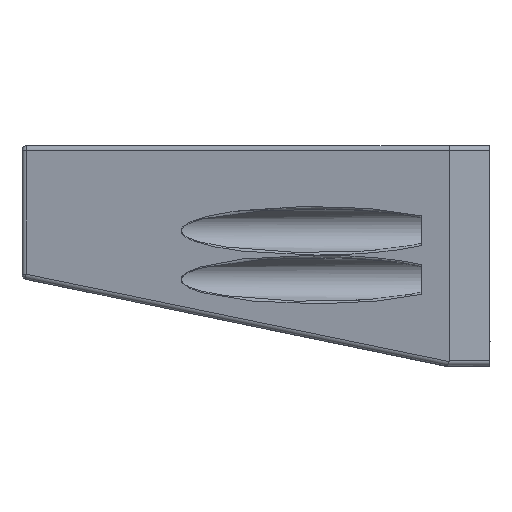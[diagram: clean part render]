
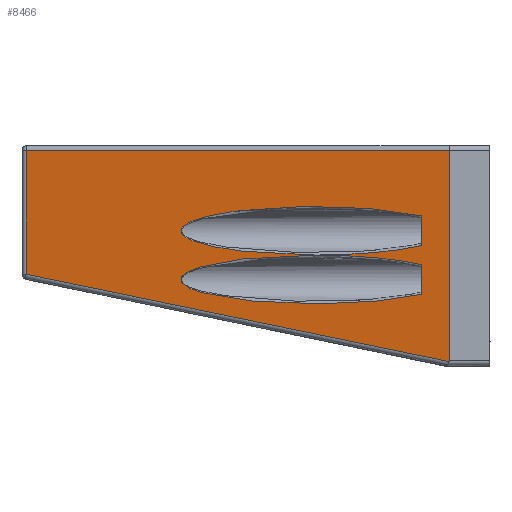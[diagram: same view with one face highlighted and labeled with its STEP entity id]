
A CAD part, top view. The second image highlights one B-rep face of the part: STEP entity #8466.
In plain terms, the highlighted planar face has unit normal (-0.179, 0, 0.984).
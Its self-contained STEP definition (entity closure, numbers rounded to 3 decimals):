
#26=ELLIPSE('',#9235,5.593,1.);
#27=ELLIPSE('',#9236,27.964,5.);
#28=ELLIPSE('',#9237,27.964,5.);
#29=ELLIPSE('',#9238,27.964,5.);
#30=ELLIPSE('',#9239,27.964,5.);
#397=FACE_BOUND('',#1530,.T.);
#636=PLANE('',#9234);
#1049=FACE_OUTER_BOUND('',#1529,.T.);
#1529=EDGE_LOOP('',(#7523,#7524,#7525,#7526,#7527));
#1530=EDGE_LOOP('',(#7528,#7529,#7530,#7531,#7532,#7533));
#2267=LINE('',#19224,#3048);
#2285=LINE('',#19279,#3066);
#2287=LINE('',#19301,#3068);
#2291=LINE('',#19330,#3072);
#2292=LINE('',#19335,#3073);
#2293=LINE('',#19340,#3074);
#3048=VECTOR('',#11103,10.);
#3066=VECTOR('',#11153,10.);
#3068=VECTOR('',#11161,10.);
#3072=VECTOR('',#11177,10.);
#3073=VECTOR('',#11180,10.);
#3074=VECTOR('',#11185,10.);
#4097=VERTEX_POINT('',#19221);
#4098=VERTEX_POINT('',#19223);
#4119=VERTEX_POINT('',#19278);
#4122=VERTEX_POINT('',#19286);
#4127=VERTEX_POINT('',#19328);
#4128=VERTEX_POINT('',#19331);
#4129=VERTEX_POINT('',#19332);
#4130=VERTEX_POINT('',#19334);
#4131=VERTEX_POINT('',#19337);
#4132=VERTEX_POINT('',#19339);
#5249=EDGE_CURVE('',#4097,#4098,#2267,.T.);
#5277=EDGE_CURVE('',#4098,#4119,#2285,.T.);
#5282=EDGE_CURVE('',#4122,#4097,#2287,.T.);
#5289=EDGE_CURVE('',#4127,#4122,#26,.T.);
#5290=EDGE_CURVE('',#4119,#4127,#2291,.F.);
#5291=EDGE_CURVE('',#4128,#4129,#27,.T.);
#5292=EDGE_CURVE('',#4130,#4128,#2292,.T.);
#5293=EDGE_CURVE('',#4129,#4130,#28,.T.);
#5294=EDGE_CURVE('',#4131,#4129,#29,.T.);
#5295=EDGE_CURVE('',#4132,#4131,#2293,.T.);
#5296=EDGE_CURVE('',#4129,#4132,#30,.T.);
#7523=ORIENTED_EDGE('',*,*,#5249,.F.);
#7524=ORIENTED_EDGE('',*,*,#5282,.F.);
#7525=ORIENTED_EDGE('',*,*,#5289,.F.);
#7526=ORIENTED_EDGE('',*,*,#5290,.F.);
#7527=ORIENTED_EDGE('',*,*,#5277,.F.);
#7528=ORIENTED_EDGE('',*,*,#5291,.F.);
#7529=ORIENTED_EDGE('',*,*,#5292,.F.);
#7530=ORIENTED_EDGE('',*,*,#5293,.F.);
#7531=ORIENTED_EDGE('',*,*,#5294,.F.);
#7532=ORIENTED_EDGE('',*,*,#5295,.F.);
#7533=ORIENTED_EDGE('',*,*,#5296,.F.);
#8466=ADVANCED_FACE('',(#1049,#397),#636,.T.);
#9234=AXIS2_PLACEMENT_3D('',#19327,#11173,#11174);
#9235=AXIS2_PLACEMENT_3D('',#19329,#11175,#11176);
#9236=AXIS2_PLACEMENT_3D('',#19333,#11178,#11179);
#9237=AXIS2_PLACEMENT_3D('',#19336,#11181,#11182);
#9238=AXIS2_PLACEMENT_3D('',#19338,#11183,#11184);
#9239=AXIS2_PLACEMENT_3D('',#19341,#11186,#11187);
#11103=DIRECTION('',(0.,1.,0.));
#11153=DIRECTION('',(0.984,0.,0.179));
#11161=DIRECTION('',(-0.964,0.199,-0.175));
#11173=DIRECTION('center_axis',(-0.179,0.,
0.984));
#11174=DIRECTION('ref_axis',(0.984,0.,0.179));
#11175=DIRECTION('center_axis',(0.179,0.,-0.984));
#11176=DIRECTION('ref_axis',(0.984,0.,0.179));
#11177=DIRECTION('',(0.,1.,0.));
#11178=DIRECTION('center_axis',(-0.179,0.,
0.984));
#11179=DIRECTION('ref_axis',(-0.984,0.,-0.179));
#11180=DIRECTION('',(0.,1.,0.));
#11181=DIRECTION('center_axis',(-0.179,0.,
0.984));
#11182=DIRECTION('ref_axis',(-0.984,0.,-0.179));
#11183=DIRECTION('center_axis',(-0.179,0.,
0.984));
#11184=DIRECTION('ref_axis',(-0.984,0.,-0.179));
#11185=DIRECTION('',(0.,1.,0.));
#11186=DIRECTION('center_axis',(-0.179,0.,
0.984));
#11187=DIRECTION('ref_axis',(-0.984,0.,-0.179));
#19221=CARTESIAN_POINT('',(43.821,305.532,517.21));
#19223=CARTESIAN_POINT('',(43.821,330.9,517.21));
#19224=CARTESIAN_POINT('',(43.821,327.15,517.21));
#19278=CARTESIAN_POINT('',(130.71,330.9,533.));
#19279=CARTESIAN_POINT('',(99.254,330.9,527.284));
#19286=CARTESIAN_POINT('',(130.648,287.579,532.989));
#19301=CARTESIAN_POINT('',(78.16,298.432,523.45));
#19327=CARTESIAN_POINT('Origin',(97.566,314.9,526.977));
#19328=CARTESIAN_POINT('',(130.71,287.729,533.));
#19329=CARTESIAN_POINT('Origin',(125.207,287.729,532.));
#19330=CARTESIAN_POINT('',(130.71,310.45,533.));
#19331=CARTESIAN_POINT('',(125.,317.489,531.962));
#19332=CARTESIAN_POINT('',(103.152,309.45,527.992));
#19333=CARTESIAN_POINT('Origin',(103.152,314.45,527.992));
#19334=CARTESIAN_POINT('',(125.,311.411,531.962));
#19335=CARTESIAN_POINT('',(125.,311.607,531.962));
#19336=CARTESIAN_POINT('Origin',(103.152,314.45,527.992));
#19337=CARTESIAN_POINT('',(125.,307.489,531.962));
#19338=CARTESIAN_POINT('Origin',(103.152,304.45,527.992));
#19339=CARTESIAN_POINT('',(125.,301.411,531.962));
#19340=CARTESIAN_POINT('',(125.,311.607,531.962));
#19341=CARTESIAN_POINT('Origin',(103.152,304.45,527.992));
